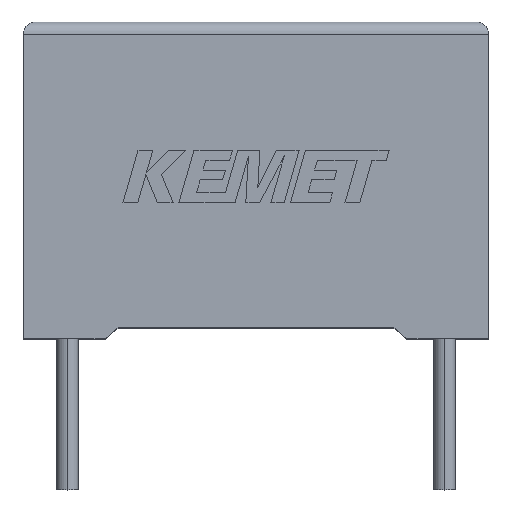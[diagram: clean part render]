
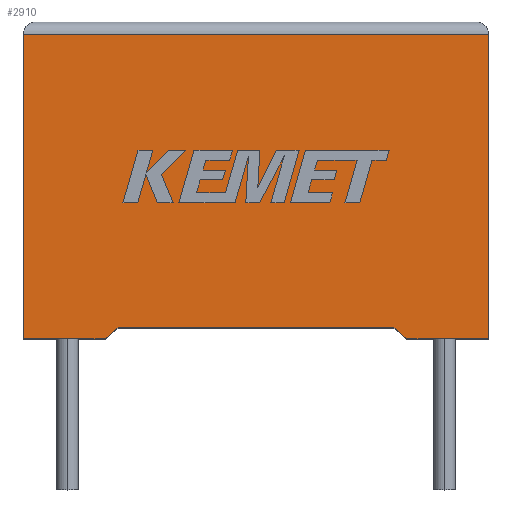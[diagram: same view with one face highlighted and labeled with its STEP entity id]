
A CAD part, top view. The second image highlights one B-rep face of the part: STEP entity #2910.
In plain terms, the highlighted planar face has unit normal (0, 0, 1).
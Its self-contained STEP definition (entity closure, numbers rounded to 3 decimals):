
#5 = VERTEX_POINT ( 'NONE', #464 ) ;
#39 = VECTOR ( 'NONE', #2819, 1000. ) ;
#46 = VECTOR ( 'NONE', #2815, 1000. ) ;
#111 = EDGE_CURVE ( 'NONE', #1334, #2236, #1869, .T. ) ;
#112 = LINE ( 'NONE', #191, #39 ) ;
#177 = LINE ( 'NONE', #2030, #915 ) ;
#190 = CARTESIAN_POINT ( 'NONE',  ( 18.5, 0., 9.2 ) ) ;
#191 = CARTESIAN_POINT ( 'NONE',  ( 15.25, 0., 9.2 ) ) ;
#225 = EDGE_CURVE ( 'NONE', #5, #413, #177, .T. ) ;
#260 = CARTESIAN_POINT ( 'NONE',  ( 0., 12.1, 9.2 ) ) ;
#330 = VECTOR ( 'NONE', #2399, 1000. ) ;
#413 = VERTEX_POINT ( 'NONE', #2185 ) ;
#464 = CARTESIAN_POINT ( 'NONE',  ( 14.736, 0.434, 9.2 ) ) ;
#466 = CARTESIAN_POINT ( 'NONE',  ( 3.25, 0., 9.2 ) ) ;
#542 = DIRECTION ( 'NONE',  ( -1., 0., 0. ) ) ;
#582 = PLANE ( 'NONE',  #2763 ) ;
#623 = ORIENTED_EDGE ( 'NONE', *, *, #225, .F. ) ;
#679 = CARTESIAN_POINT ( 'NONE',  ( 0., 0., 9.2 ) ) ;
#683 = VERTEX_POINT ( 'NONE', #2318 ) ;
#725 = VECTOR ( 'NONE', #1003, 1000. ) ;
#751 = CARTESIAN_POINT ( 'NONE',  ( 0., 0., 9.2 ) ) ;
#755 = CARTESIAN_POINT ( 'NONE',  ( 0., 0., 9.2 ) ) ;
#814 = VECTOR ( 'NONE', #1675, 1000. ) ;
#816 = EDGE_CURVE ( 'NONE', #868, #1290, #2411, .T. ) ;
#868 = VERTEX_POINT ( 'NONE', #2397 ) ;
#908 = CARTESIAN_POINT ( 'NONE',  ( 18.5, 0., 9.2 ) ) ;
#915 = VECTOR ( 'NONE', #1092, 1000. ) ;
#1003 = DIRECTION ( 'NONE',  ( 1., 0., 0. ) ) ;
#1017 = ORIENTED_EDGE ( 'NONE', *, *, #2816, .T. ) ;
#1078 = EDGE_CURVE ( 'NONE', #1290, #1359, #2350, .T. ) ;
#1092 = DIRECTION ( 'NONE',  ( -1., 0., 0. ) ) ;
#1290 = VERTEX_POINT ( 'NONE', #908 ) ;
#1310 = EDGE_CURVE ( 'NONE', #413, #683, #2859, .T. ) ;
#1334 = VERTEX_POINT ( 'NONE', #260 ) ;
#1359 = VERTEX_POINT ( 'NONE', #1730 ) ;
#1384 = ORIENTED_EDGE ( 'NONE', *, *, #2233, .T. ) ;
#1388 = EDGE_CURVE ( 'NONE', #2236, #683, #2900, .T. ) ;
#1531 = FACE_OUTER_BOUND ( 'NONE', #1735, .T. ) ;
#1675 = DIRECTION ( 'NONE',  ( 1., 0., 0. ) ) ;
#1699 = ORIENTED_EDGE ( 'NONE', *, *, #816, .T. ) ;
#1730 = CARTESIAN_POINT ( 'NONE',  ( 18.5, 12.1, 9.2 ) ) ;
#1735 = EDGE_LOOP ( 'NONE', ( #1798, #1017, #2268, #2872, #2643, #623, #1384, #1699 ) ) ;
#1798 = ORIENTED_EDGE ( 'NONE', *, *, #1078, .T. ) ;
#1869 = LINE ( 'NONE', #679, #2938 ) ;
#2030 = CARTESIAN_POINT ( 'NONE',  ( 9.25, 0.434, 9.2 ) ) ;
#2096 = CARTESIAN_POINT ( 'NONE',  ( 0., 0., 9.2 ) ) ;
#2185 = CARTESIAN_POINT ( 'NONE',  ( 3.764, 0.434, 9.2 ) ) ;
#2224 = DIRECTION ( 'NONE',  ( 0., 0., -1. ) ) ;
#2233 = EDGE_CURVE ( 'NONE', #5, #868, #112, .T. ) ;
#2236 = VERTEX_POINT ( 'NONE', #2096 ) ;
#2268 = ORIENTED_EDGE ( 'NONE', *, *, #111, .T. ) ;
#2318 = CARTESIAN_POINT ( 'NONE',  ( 3.25, 0., 9.2 ) ) ;
#2350 = LINE ( 'NONE', #190, #2805 ) ;
#2397 = CARTESIAN_POINT ( 'NONE',  ( 15.25, 0., 9.2 ) ) ;
#2399 = DIRECTION ( 'NONE',  ( -1., 0., 0. ) ) ;
#2411 = LINE ( 'NONE', #2450, #814 ) ;
#2450 = CARTESIAN_POINT ( 'NONE',  ( 0., 0., 9.2 ) ) ;
#2610 = CARTESIAN_POINT ( 'NONE',  ( 0., 12.1, 9.2 ) ) ;
#2643 = ORIENTED_EDGE ( 'NONE', *, *, #1310, .F. ) ;
#2763 = AXIS2_PLACEMENT_3D ( 'NONE', #751, #2224, #542 ) ;
#2782 = DIRECTION ( 'NONE',  ( 0., 1., 0. ) ) ;
#2805 = VECTOR ( 'NONE', #2782, 1000. ) ;
#2815 = DIRECTION ( 'NONE',  ( -0.764, -0.646, 0. ) ) ;
#2816 = EDGE_CURVE ( 'NONE', #1359, #1334, #2866, .T. ) ;
#2819 = DIRECTION ( 'NONE',  ( 0.764, -0.646, 0. ) ) ;
#2859 = LINE ( 'NONE', #466, #46 ) ;
#2866 = LINE ( 'NONE', #2610, #330 ) ;
#2872 = ORIENTED_EDGE ( 'NONE', *, *, #1388, .T. ) ;
#2900 = LINE ( 'NONE', #755, #725 ) ;
#2910 = ADVANCED_FACE ( 'NONE', ( #1531 ), #582, .F. ) ;
#2938 = VECTOR ( 'NONE', #3059, 1000. ) ;
#3059 = DIRECTION ( 'NONE',  ( 0., -1., 0. ) ) ;
